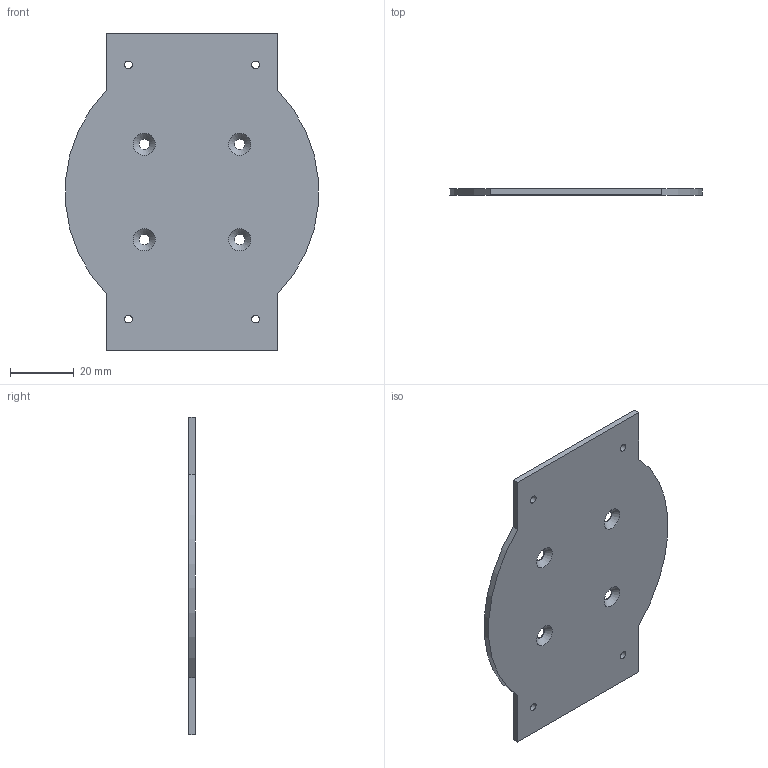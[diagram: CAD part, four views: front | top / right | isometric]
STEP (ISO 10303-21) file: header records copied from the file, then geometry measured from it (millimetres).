
FILE_DESCRIPTION(/* description */ (''),/* implementation_level */ '2;1');
FILE_NAME(/* name */ 'CoolingPlate-40mmPeltier.stp',/* time_stamp */ '2021-08-30T14:18:11+02:00',/* author */ ('Charlene Brillard'),/* organization */ (''),/* preprocessor_version */ 'ST-DEVELOPER v16.5',/* originating_system */ 'Autodesk Inventor 2017',/* authorisation */ '');
FILE_SCHEMA (('AUTOMOTIVE_DESIGN { 1 0 10303 214 3 1 1 }'));
Length unit declared in the file: millimetre
Products named in the file (1): CoolingPlate-40mmPeltier
Bounding box: 79.57 x 2 x 100 mm (x, y, z)
Volume: 12877.5 mm3; surface area: 13733.3 mm2
Topology: 1 solids, 1 shells, 22 faces, 64 edges, 44 vertices
Faces by surface type: cylinder 10, plane 8, cone 4
Full cylindrical faces by diameter (mm): 2.459 x4, 3.4 x4
Entity records: 674 total; most frequent: DIRECTION 114, CARTESIAN_POINT 103, ORIENTED_EDGE 88, EDGE_LOOP 50, AXIS2_PLACEMENT_3D 47, EDGE_CURVE 44, VERTEX_POINT 36, FACE_BOUND 28
